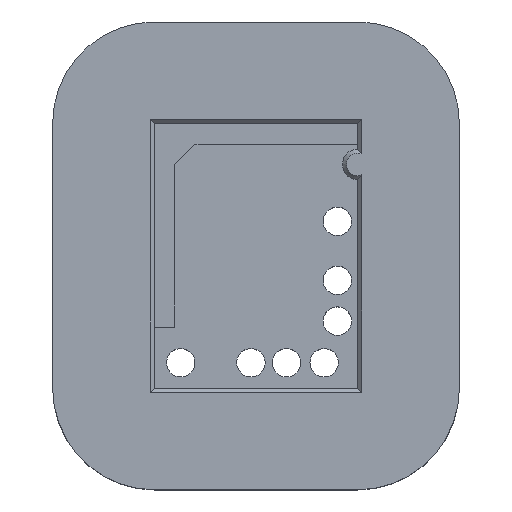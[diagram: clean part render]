
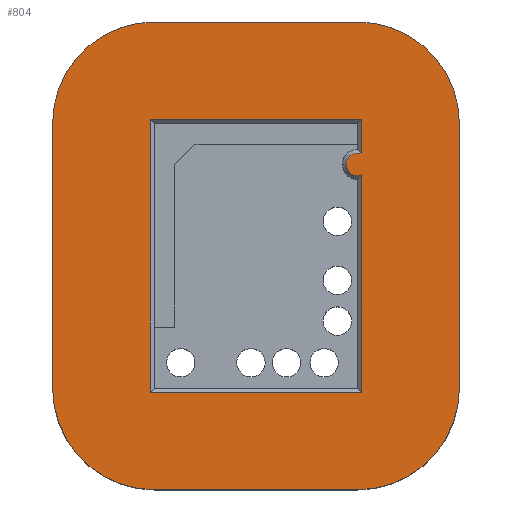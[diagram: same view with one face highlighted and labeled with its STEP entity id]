
A CAD part, top view. The second image highlights one B-rep face of the part: STEP entity #804.
In plain terms, the highlighted planar face has unit normal (0, 0, 1).
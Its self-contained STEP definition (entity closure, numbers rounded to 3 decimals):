
#24=FACE_BOUND('',#133,.T.);
#32=PLANE('',#894);
#81=FACE_OUTER_BOUND('',#132,.T.);
#132=EDGE_LOOP('',(#679,#680,#681,#682,#683,#684,#685,#686));
#133=EDGE_LOOP('',(#687,#688,#689,#690,#691,#692));
#194=LINE('',#1385,#264);
#195=LINE('',#1389,#265);
#196=LINE('',#1393,#266);
#197=LINE('',#1396,#267);
#198=LINE('',#1401,#268);
#199=LINE('',#1403,#269);
#200=LINE('',#1405,#270);
#201=LINE('',#1407,#271);
#202=LINE('',#1408,#272);
#264=VECTOR('',#1076,10.);
#265=VECTOR('',#1079,10.);
#266=VECTOR('',#1082,10.);
#267=VECTOR('',#1085,10.);
#268=VECTOR('',#1088,10.);
#269=VECTOR('',#1089,10.);
#270=VECTOR('',#1090,10.);
#271=VECTOR('',#1091,10.);
#272=VECTOR('',#1092,10.);
#326=CIRCLE('',#893,5.);
#327=CIRCLE('',#895,5.);
#328=CIRCLE('',#896,5.);
#329=CIRCLE('',#897,5.);
#330=CIRCLE('',#898,0.55);
#398=VERTEX_POINT('',#1378);
#399=VERTEX_POINT('',#1379);
#400=VERTEX_POINT('',#1384);
#401=VERTEX_POINT('',#1386);
#402=VERTEX_POINT('',#1388);
#403=VERTEX_POINT('',#1390);
#404=VERTEX_POINT('',#1392);
#405=VERTEX_POINT('',#1394);
#406=VERTEX_POINT('',#1397);
#407=VERTEX_POINT('',#1398);
#408=VERTEX_POINT('',#1400);
#409=VERTEX_POINT('',#1402);
#410=VERTEX_POINT('',#1404);
#411=VERTEX_POINT('',#1406);
#497=EDGE_CURVE('',#398,#399,#326,.T.);
#500=EDGE_CURVE('',#398,#400,#194,.T.);
#501=EDGE_CURVE('',#401,#400,#327,.T.);
#502=EDGE_CURVE('',#401,#402,#195,.T.);
#503=EDGE_CURVE('',#403,#402,#328,.T.);
#504=EDGE_CURVE('',#403,#404,#196,.T.);
#505=EDGE_CURVE('',#405,#404,#329,.T.);
#506=EDGE_CURVE('',#405,#399,#197,.T.);
#507=EDGE_CURVE('',#406,#407,#330,.T.);
#508=EDGE_CURVE('',#408,#406,#198,.T.);
#509=EDGE_CURVE('',#409,#408,#199,.T.);
#510=EDGE_CURVE('',#410,#409,#200,.T.);
#511=EDGE_CURVE('',#411,#410,#201,.T.);
#512=EDGE_CURVE('',#407,#411,#202,.T.);
#679=ORIENTED_EDGE('',*,*,#497,.F.);
#680=ORIENTED_EDGE('',*,*,#500,.T.);
#681=ORIENTED_EDGE('',*,*,#501,.F.);
#682=ORIENTED_EDGE('',*,*,#502,.T.);
#683=ORIENTED_EDGE('',*,*,#503,.F.);
#684=ORIENTED_EDGE('',*,*,#504,.T.);
#685=ORIENTED_EDGE('',*,*,#505,.F.);
#686=ORIENTED_EDGE('',*,*,#506,.T.);
#687=ORIENTED_EDGE('',*,*,#507,.F.);
#688=ORIENTED_EDGE('',*,*,#508,.F.);
#689=ORIENTED_EDGE('',*,*,#509,.F.);
#690=ORIENTED_EDGE('',*,*,#510,.F.);
#691=ORIENTED_EDGE('',*,*,#511,.F.);
#692=ORIENTED_EDGE('',*,*,#512,.F.);
#804=ADVANCED_FACE('',(#81,#24),#32,.T.);
#893=AXIS2_PLACEMENT_3D('',#1380,#1070,#1071);
#894=AXIS2_PLACEMENT_3D('',#1383,#1074,#1075);
#895=AXIS2_PLACEMENT_3D('',#1387,#1077,#1078);
#896=AXIS2_PLACEMENT_3D('',#1391,#1080,#1081);
#897=AXIS2_PLACEMENT_3D('',#1395,#1083,#1084);
#898=AXIS2_PLACEMENT_3D('',#1399,#1086,#1087);
#1070=DIRECTION('center_axis',(0.,0.,-1.));
#1071=DIRECTION('ref_axis',(0.707,0.707,0.));
#1074=DIRECTION('center_axis',(0.,0.,1.));
#1075=DIRECTION('ref_axis',(1.,0.,0.));
#1076=DIRECTION('',(-1.,0.,0.));
#1077=DIRECTION('center_axis',(0.,0.,-1.));
#1078=DIRECTION('ref_axis',(-0.707,0.707,0.));
#1079=DIRECTION('',(0.,-1.,0.));
#1080=DIRECTION('center_axis',(0.,0.,-1.));
#1081=DIRECTION('ref_axis',(-0.707,-0.707,0.));
#1082=DIRECTION('',(1.,0.,0.));
#1083=DIRECTION('center_axis',(0.,0.,-1.));
#1084=DIRECTION('ref_axis',(0.707,-0.707,0.));
#1085=DIRECTION('',(0.,1.,0.));
#1086=DIRECTION('center_axis',(0.,0.,-1.));
#1087=DIRECTION('ref_axis',(0.,1.,0.));
#1088=DIRECTION('',(0.,1.,0.));
#1089=DIRECTION('',(1.,0.,0.));
#1090=DIRECTION('',(0.,-1.,0.));
#1091=DIRECTION('',(-1.,0.,0.));
#1092=DIRECTION('',(0.,1.,0.));
#1378=CARTESIAN_POINT('',(10.,18.,7.));
#1379=CARTESIAN_POINT('',(15.,13.,7.));
#1380=CARTESIAN_POINT('Origin',(10.,13.,7.));
#1383=CARTESIAN_POINT('Origin',(5.,6.5,7.));
#1384=CARTESIAN_POINT('',(0.,18.,7.));
#1385=CARTESIAN_POINT('',(15.,18.,7.));
#1386=CARTESIAN_POINT('',(-5.,13.,7.));
#1387=CARTESIAN_POINT('Origin',(0.,13.,7.));
#1388=CARTESIAN_POINT('',(-5.,0.,7.));
#1389=CARTESIAN_POINT('',(-5.,18.,7.));
#1390=CARTESIAN_POINT('',(0.,-5.,7.));
#1391=CARTESIAN_POINT('Origin',(0.,0.,7.));
#1392=CARTESIAN_POINT('',(10.,-5.,7.));
#1393=CARTESIAN_POINT('',(-5.,-5.,7.));
#1394=CARTESIAN_POINT('',(15.,0.,7.));
#1395=CARTESIAN_POINT('Origin',(10.,0.,7.));
#1396=CARTESIAN_POINT('',(15.,-5.,7.));
#1397=CARTESIAN_POINT('',(10.2,10.488,7.));
#1398=CARTESIAN_POINT('',(10.2,11.512,7.));
#1399=CARTESIAN_POINT('Origin',(10.,11.,7.));
#1400=CARTESIAN_POINT('',(10.2,-0.2,7.));
#1401=CARTESIAN_POINT('',(10.2,9.75,7.));
#1402=CARTESIAN_POINT('',(-0.2,-0.2,7.));
#1403=CARTESIAN_POINT('',(7.5,-0.2,7.));
#1404=CARTESIAN_POINT('',(-0.2,13.2,7.));
#1405=CARTESIAN_POINT('',(-0.2,3.25,7.));
#1406=CARTESIAN_POINT('',(10.2,13.2,7.));
#1407=CARTESIAN_POINT('',(2.5,13.2,7.));
#1408=CARTESIAN_POINT('',(10.2,9.75,7.));
